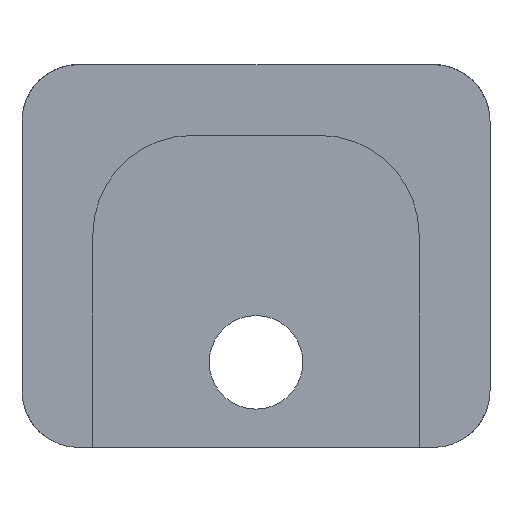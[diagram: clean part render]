
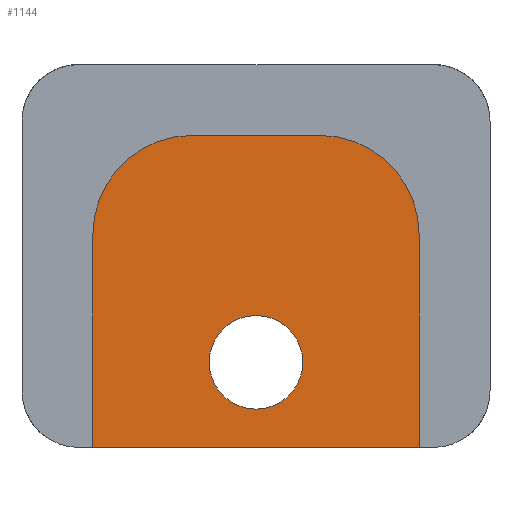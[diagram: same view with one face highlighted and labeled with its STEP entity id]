
A CAD part, front view. The second image highlights one B-rep face of the part: STEP entity #1144.
In plain terms, the highlighted planar face has unit normal (0, -1, 0).
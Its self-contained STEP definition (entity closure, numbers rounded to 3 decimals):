
#22=FACE_BOUND('',#390,.T.);
#40=PLANE('',#1286);
#108=LINE('',#2000,#193);
#138=LINE('',#2090,#223);
#140=LINE('',#2094,#225);
#144=LINE('',#2101,#229);
#193=VECTOR('',#1530,10.);
#223=VECTOR('',#1612,10.);
#225=VECTOR('',#1616,10.);
#229=VECTOR('',#1626,10.);
#323=FACE_OUTER_BOUND('',#389,.T.);
#389=EDGE_LOOP('',(#1060,#1061,#1062,#1063));
#390=EDGE_LOOP('',(#1064));
#455=CIRCLE('',#1287,1.65);
#536=VERTEX_POINT('',#1997);
#537=VERTEX_POINT('',#1999);
#559=VERTEX_POINT('',#2088);
#560=VERTEX_POINT('',#2093);
#561=VERTEX_POINT('',#2103);
#679=EDGE_CURVE('',#537,#536,#108,.T.);
#722=EDGE_CURVE('',#536,#559,#138,.T.);
#724=EDGE_CURVE('',#560,#537,#140,.T.);
#728=EDGE_CURVE('',#559,#560,#144,.T.);
#729=EDGE_CURVE('',#561,#561,#455,.T.);
#1060=ORIENTED_EDGE('',*,*,#724,.T.);
#1061=ORIENTED_EDGE('',*,*,#679,.T.);
#1062=ORIENTED_EDGE('',*,*,#722,.T.);
#1063=ORIENTED_EDGE('',*,*,#728,.T.);
#1064=ORIENTED_EDGE('',*,*,#729,.F.);
#1144=ADVANCED_FACE('',(#323,#22),#40,.F.);
#1286=AXIS2_PLACEMENT_3D('',#2102,#1627,#1628);
#1287=AXIS2_PLACEMENT_3D('',#2104,#1629,#1630);
#1530=DIRECTION('',(1.,0.,0.));
#1612=DIRECTION('',(0.,0.,1.));
#1616=DIRECTION('',(0.,0.,-1.));
#1626=DIRECTION('',(-1.,0.,0.));
#1627=DIRECTION('center_axis',(0.,1.,0.));
#1628=DIRECTION('ref_axis',(1.,0.,0.));
#1629=DIRECTION('center_axis',(0.,-1.,0.));
#1630=DIRECTION('ref_axis',(1.,0.,0.));
#1997=CARTESIAN_POINT('',(5.75,0.,-7.));
#1999=CARTESIAN_POINT('',(-5.75,0.,-7.));
#2000=CARTESIAN_POINT('',(5.75,0.,-7.));
#2088=CARTESIAN_POINT('',(5.75,0.,4.));
#2090=CARTESIAN_POINT('',(5.75,0.,1.625));
#2093=CARTESIAN_POINT('',(-5.75,0.,4.));
#2094=CARTESIAN_POINT('',(-5.75,0.,-3.875));
#2101=CARTESIAN_POINT('',(-2.875,0.,4.));
#2102=CARTESIAN_POINT('Origin',(0.,0.,-0.75));
#2103=CARTESIAN_POINT('',(-1.65,0.,-4.));
#2104=CARTESIAN_POINT('Origin',(0.,0.,-4.));
